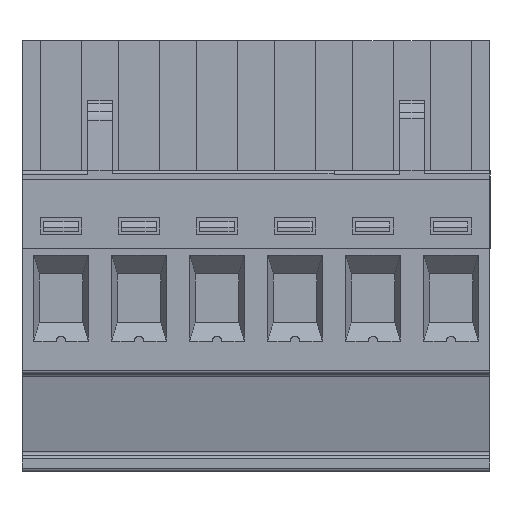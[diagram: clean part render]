
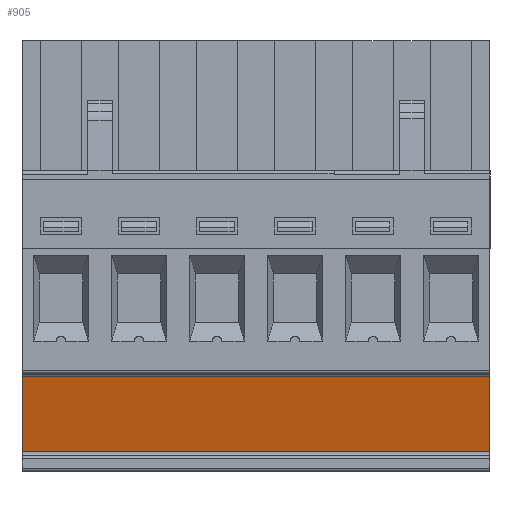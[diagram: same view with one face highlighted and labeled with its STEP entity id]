
A CAD part, front view. The second image highlights one B-rep face of the part: STEP entity #905.
In plain terms, the highlighted planar face has unit normal (0, -0.966, -0.259).
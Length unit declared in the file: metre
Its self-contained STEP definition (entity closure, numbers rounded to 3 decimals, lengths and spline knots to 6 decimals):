
#905=ADVANCED_FACE('',(#2056),#2057,.F.);
#2056=FACE_OUTER_BOUND('',#3451,.T.);
#2057=PLANE('',#3452);
#3451=EDGE_LOOP('',(#6185,#6186,#6187,#6188));
#3452=AXIS2_PLACEMENT_3D('',#6189,#6190,#6191);
#6185=ORIENTED_EDGE('',*,*,#8817,.F.);
#6186=ORIENTED_EDGE('',*,*,#8169,.T.);
#6187=ORIENTED_EDGE('',*,*,#8819,.T.);
#6188=ORIENTED_EDGE('',*,*,#8633,.T.);
#6189=CARTESIAN_POINT('',(-0.006712,-0.032787,-0.082872));
#6190=DIRECTION('',(0.,0.966,0.259));
#6191=DIRECTION('',(0.,0.259,-0.966));
#8169=EDGE_CURVE('',#9819,#9817,#9820,.T.);
#8633=EDGE_CURVE('',#10470,#10512,#10514,.T.);
#8817=EDGE_CURVE('',#9819,#10512,#10780,.F.);
#8819=EDGE_CURVE('',#9817,#10470,#10782,.F.);
#9817=VERTEX_POINT('',#12208);
#9819=VERTEX_POINT('',#12210);
#9820=LINE('',#12211,#12212);
#10470=VERTEX_POINT('',#13150);
#10512=VERTEX_POINT('',#13200);
#10514=LINE('',#13202,#13203);
#10780=LINE('',#13606,#13607);
#10782=LINE('',#13609,#13610);
#12208=CARTESIAN_POINT('',(0.02305,-0.03312,-0.08163));
#12210=CARTESIAN_POINT('',(0.02305,-0.034417,-0.076791));
#12211=CARTESIAN_POINT('',(0.02305,-0.034459,-0.076633));
#12212=VECTOR('',#15014,1.0);
#13150=CARTESIAN_POINT('',(0.053052,-0.03312,-0.08163));
#13200=CARTESIAN_POINT('',(0.053052,-0.034417,-0.076791));
#13202=CARTESIAN_POINT('',(0.053052,-0.034459,-0.076633));
#13203=VECTOR('',#15463,1.0);
#13606=CARTESIAN_POINT('',(0.039014,-0.034417,-0.076791));
#13607=VECTOR('',#15622,1.0);
#13609=CARTESIAN_POINT('',(-0.006712,-0.03312,-0.08163));
#13610=VECTOR('',#15623,1.0);
#15014=DIRECTION('',(0.0,0.259,-0.966));
#15463=DIRECTION('',(0.0,-0.259,0.966));
#15622=DIRECTION('',(-1.0,0.,0.));
#15623=DIRECTION('',(-1.0,0.,0.));
